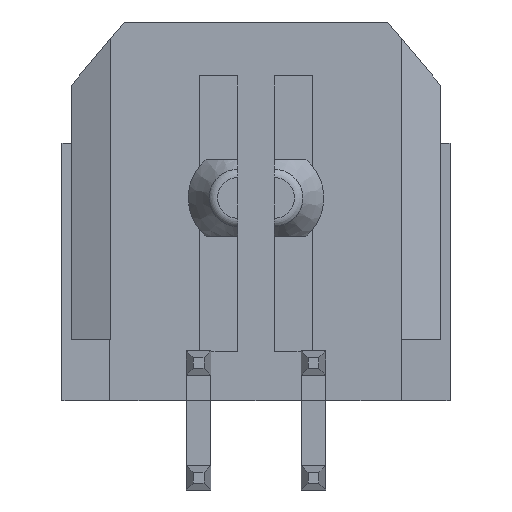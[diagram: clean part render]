
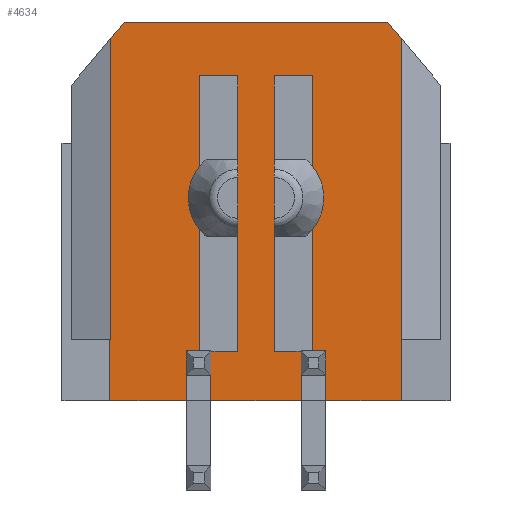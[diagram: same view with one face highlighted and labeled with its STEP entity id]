
A CAD part, front view. The second image highlights one B-rep face of the part: STEP entity #4634.
In plain terms, the highlighted planar face has unit normal (0, -1, 0).
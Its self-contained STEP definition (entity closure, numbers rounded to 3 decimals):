
#123=FACE_OUTER_BOUND('',#378,.T.);
#378=EDGE_LOOP('',(#3334,#3335,#3336,#3337,#3338,#3339,#3340,#3341,#3342,
#3343,#3344,#3345,#3346,#3347,#3348,#3349,#3350,#3351,#3352,#3353,#3354,
#3355,#3356,#3357,#3358));
#596=LINE('',#6356,#1245);
#630=LINE('',#6426,#1279);
#689=LINE('',#6551,#1338);
#693=LINE('',#6558,#1342);
#829=LINE('',#6824,#1478);
#835=LINE('',#6835,#1484);
#836=LINE('',#6836,#1485);
#837=LINE('',#6838,#1486);
#838=LINE('',#6840,#1487);
#839=LINE('',#6842,#1488);
#840=LINE('',#6844,#1489);
#841=LINE('',#6846,#1490);
#842=LINE('',#6847,#1491);
#843=LINE('',#6849,#1492);
#844=LINE('',#6850,#1493);
#845=LINE('',#6852,#1494);
#846=LINE('',#6854,#1495);
#847=LINE('',#6856,#1496);
#848=LINE('',#6858,#1497);
#849=LINE('',#6859,#1498);
#850=LINE('',#6861,#1499);
#851=LINE('',#6863,#1500);
#852=LINE('',#6864,#1501);
#853=LINE('',#6866,#1502);
#854=LINE('',#6867,#1503);
#1245=VECTOR('',#5146,0.345);
#1279=VECTOR('',#5192,0.345);
#1338=VECTOR('',#5275,0.02);
#1342=VECTOR('',#5281,1.6);
#1478=VECTOR('',#5487,0.63);
#1484=VECTOR('',#5495,7.2);
#1485=VECTOR('',#5496,0.705);
#1486=VECTOR('',#5497,2.36);
#1487=VECTOR('',#5498,0.63);
#1488=VECTOR('',#5499,0.705);
#1489=VECTOR('',#5500,7.2);
#1490=VECTOR('',#5501,1.);
#1491=VECTOR('',#5502,7.19);
#1492=VECTOR('',#5503,0.64);
#1493=VECTOR('',#5504,1.985);
#1494=VECTOR('',#5505,7.876);
#1495=VECTOR('',#5506,0.567);
#1496=VECTOR('',#5507,6.881);
#1497=VECTOR('',#5508,0.567);
#1498=VECTOR('',#5509,7.876);
#1499=VECTOR('',#5510,1.6);
#1500=VECTOR('',#5511,2.005);
#1501=VECTOR('',#5512,0.64);
#1502=VECTOR('',#5513,7.19);
#1503=VECTOR('',#5514,1.);
#1894=VERTEX_POINT('',#6354);
#1895=VERTEX_POINT('',#6355);
#1924=VERTEX_POINT('',#6423);
#1925=VERTEX_POINT('',#6425);
#1975=VERTEX_POINT('',#6541);
#1978=VERTEX_POINT('',#6549);
#1979=VERTEX_POINT('',#6550);
#1981=VERTEX_POINT('',#6557);
#2075=VERTEX_POINT('',#6821);
#2076=VERTEX_POINT('',#6823);
#2079=VERTEX_POINT('',#6833);
#2080=VERTEX_POINT('',#6834);
#2081=VERTEX_POINT('',#6837);
#2082=VERTEX_POINT('',#6839);
#2083=VERTEX_POINT('',#6841);
#2084=VERTEX_POINT('',#6843);
#2085=VERTEX_POINT('',#6845);
#2086=VERTEX_POINT('',#6848);
#2087=VERTEX_POINT('',#6851);
#2088=VERTEX_POINT('',#6853);
#2089=VERTEX_POINT('',#6855);
#2090=VERTEX_POINT('',#6857);
#2091=VERTEX_POINT('',#6860);
#2092=VERTEX_POINT('',#6862);
#2093=VERTEX_POINT('',#6865);
#2323=EDGE_CURVE('',#1894,#1895,#596,.T.);
#2357=EDGE_CURVE('',#1925,#1924,#630,.T.);
#2416=EDGE_CURVE('',#1978,#1979,#689,.T.);
#2420=EDGE_CURVE('',#1975,#1981,#693,.T.);
#2556=EDGE_CURVE('',#2075,#2076,#829,.T.);
#2562=EDGE_CURVE('',#2079,#2080,#835,.T.);
#2563=EDGE_CURVE('',#2080,#2076,#836,.T.);
#2564=EDGE_CURVE('',#2081,#2075,#837,.T.);
#2565=EDGE_CURVE('',#2081,#2082,#838,.T.);
#2566=EDGE_CURVE('',#2083,#2082,#839,.T.);
#2567=EDGE_CURVE('',#2083,#2084,#840,.T.);
#2568=EDGE_CURVE('',#2085,#2084,#841,.T.);
#2569=EDGE_CURVE('',#1895,#2085,#842,.T.);
#2570=EDGE_CURVE('',#2086,#1894,#843,.T.);
#2571=EDGE_CURVE('',#1981,#2086,#844,.T.);
#2572=EDGE_CURVE('',#2087,#1975,#845,.T.);
#2573=EDGE_CURVE('',#2087,#2088,#846,.T.);
#2574=EDGE_CURVE('',#2089,#2088,#847,.T.);
#2575=EDGE_CURVE('',#2089,#2090,#848,.T.);
#2576=EDGE_CURVE('',#2090,#1978,#849,.T.);
#2577=EDGE_CURVE('',#1979,#2091,#850,.T.);
#2578=EDGE_CURVE('',#2092,#2091,#851,.T.);
#2579=EDGE_CURVE('',#2092,#1925,#852,.T.);
#2580=EDGE_CURVE('',#2093,#1924,#853,.T.);
#2581=EDGE_CURVE('',#2093,#2079,#854,.T.);
#3334=ORIENTED_EDGE('',*,*,#2562,.T.);
#3335=ORIENTED_EDGE('',*,*,#2563,.T.);
#3336=ORIENTED_EDGE('',*,*,#2556,.F.);
#3337=ORIENTED_EDGE('',*,*,#2564,.F.);
#3338=ORIENTED_EDGE('',*,*,#2565,.T.);
#3339=ORIENTED_EDGE('',*,*,#2566,.F.);
#3340=ORIENTED_EDGE('',*,*,#2567,.T.);
#3341=ORIENTED_EDGE('',*,*,#2568,.F.);
#3342=ORIENTED_EDGE('',*,*,#2569,.F.);
#3343=ORIENTED_EDGE('',*,*,#2323,.F.);
#3344=ORIENTED_EDGE('',*,*,#2570,.F.);
#3345=ORIENTED_EDGE('',*,*,#2571,.F.);
#3346=ORIENTED_EDGE('',*,*,#2420,.F.);
#3347=ORIENTED_EDGE('',*,*,#2572,.F.);
#3348=ORIENTED_EDGE('',*,*,#2573,.T.);
#3349=ORIENTED_EDGE('',*,*,#2574,.F.);
#3350=ORIENTED_EDGE('',*,*,#2575,.T.);
#3351=ORIENTED_EDGE('',*,*,#2576,.T.);
#3352=ORIENTED_EDGE('',*,*,#2416,.T.);
#3353=ORIENTED_EDGE('',*,*,#2577,.T.);
#3354=ORIENTED_EDGE('',*,*,#2578,.F.);
#3355=ORIENTED_EDGE('',*,*,#2579,.T.);
#3356=ORIENTED_EDGE('',*,*,#2357,.T.);
#3357=ORIENTED_EDGE('',*,*,#2580,.F.);
#3358=ORIENTED_EDGE('',*,*,#2581,.T.);
#4388=PLANE('',#4907);
#4634=ADVANCED_FACE('',(#123),#4388,.T.);
#4907=AXIS2_PLACEMENT_3D('',#6832,#5493,#5494);
#5146=DIRECTION('',(-1.,0.,0.));
#5192=DIRECTION('',(1.,0.,0.));
#5275=DIRECTION('',(-1.,0.,0.));
#5281=DIRECTION('',(0.,0.,-1.));
#5487=DIRECTION('',(0.,0.,1.));
#5493=DIRECTION('center_axis',(0.,-1.,0.));
#5494=DIRECTION('ref_axis',(0.,0.,-1.));
#5495=DIRECTION('',(0.,0.,-1.));
#5496=DIRECTION('',(-1.,0.,0.));
#5497=DIRECTION('',(-1.,0.,0.));
#5498=DIRECTION('',(0.,0.,1.));
#5499=DIRECTION('',(1.,0.,0.));
#5500=DIRECTION('',(0.,0.,1.));
#5501=DIRECTION('',(-1.,0.,0.));
#5502=DIRECTION('',(0.,0.,1.));
#5503=DIRECTION('',(0.,0.,1.));
#5504=DIRECTION('',(-1.,0.,0.));
#5505=DIRECTION('',(0.,0.,-1.));
#5506=DIRECTION('',(-0.643,0.,0.766));
#5507=DIRECTION('',(1.,0.,0.));
#5508=DIRECTION('',(-0.643,0.,-0.766));
#5509=DIRECTION('',(0.,0.,-1.));
#5510=DIRECTION('',(0.,0.,-1.));
#5511=DIRECTION('',(-1.,0.,0.));
#5512=DIRECTION('',(0.,0.,1.));
#5513=DIRECTION('',(0.,0.,-1.));
#5514=DIRECTION('',(1.,0.,0.));
#6354=CARTESIAN_POINT('',(1.82,-3.43,-3.645));
#6355=CARTESIAN_POINT('',(1.475,-3.43,-3.645));
#6356=CARTESIAN_POINT('',(1.82,-3.43,-3.645));
#6423=CARTESIAN_POINT('',(-1.475,-3.43,-3.645));
#6425=CARTESIAN_POINT('',(-1.82,-3.43,-3.645));
#6426=CARTESIAN_POINT('',(-1.82,-3.43,-3.645));
#6541=CARTESIAN_POINT('',(3.805,-3.43,-3.355));
#6549=CARTESIAN_POINT('',(-3.805,-3.43,-3.355));
#6550=CARTESIAN_POINT('',(-3.825,-3.43,-3.355));
#6551=CARTESIAN_POINT('',(-3.805,-3.43,-3.355));
#6557=CARTESIAN_POINT('',(3.805,-3.43,-4.955));
#6558=CARTESIAN_POINT('',(3.805,-3.43,-3.355));
#6821=CARTESIAN_POINT('',(-1.18,-3.43,-4.955));
#6823=CARTESIAN_POINT('',(-1.18,-3.43,-3.655));
#6824=CARTESIAN_POINT('',(-1.18,-3.43,-4.285));
#6832=CARTESIAN_POINT('Origin',(-4.825,-3.43,4.955));
#6833=CARTESIAN_POINT('',(-0.475,-3.43,3.545));
#6834=CARTESIAN_POINT('',(-0.475,-3.43,-3.655));
#6835=CARTESIAN_POINT('',(-0.475,-3.43,3.545));
#6836=CARTESIAN_POINT('',(-0.475,-3.43,-3.655));
#6837=CARTESIAN_POINT('',(1.18,-3.43,-4.955));
#6838=CARTESIAN_POINT('',(1.18,-3.43,-4.955));
#6839=CARTESIAN_POINT('',(1.18,-3.43,-3.655));
#6840=CARTESIAN_POINT('',(1.18,-3.43,-4.285));
#6841=CARTESIAN_POINT('',(0.475,-3.43,-3.655));
#6842=CARTESIAN_POINT('',(0.475,-3.43,-3.655));
#6843=CARTESIAN_POINT('',(0.475,-3.43,3.545));
#6844=CARTESIAN_POINT('',(0.475,-3.43,-3.655));
#6845=CARTESIAN_POINT('',(1.475,-3.43,3.545));
#6846=CARTESIAN_POINT('',(1.475,-3.43,3.545));
#6847=CARTESIAN_POINT('',(1.475,-3.43,-3.645));
#6848=CARTESIAN_POINT('',(1.82,-3.43,-4.955));
#6849=CARTESIAN_POINT('',(1.82,-3.43,-4.285));
#6850=CARTESIAN_POINT('',(3.805,-3.43,-4.955));
#6851=CARTESIAN_POINT('',(3.805,-3.43,4.521));
#6852=CARTESIAN_POINT('',(3.805,-3.43,4.521));
#6853=CARTESIAN_POINT('',(3.44,-3.43,4.955));
#6854=CARTESIAN_POINT('',(3.805,-3.43,4.521));
#6855=CARTESIAN_POINT('',(-3.44,-3.43,4.955));
#6856=CARTESIAN_POINT('',(-3.44,-3.43,4.955));
#6857=CARTESIAN_POINT('',(-3.805,-3.43,4.521));
#6858=CARTESIAN_POINT('',(-3.44,-3.43,4.955));
#6859=CARTESIAN_POINT('',(-3.805,-3.43,4.521));
#6860=CARTESIAN_POINT('',(-3.825,-3.43,-4.955));
#6861=CARTESIAN_POINT('',(-3.825,-3.43,-3.355));
#6862=CARTESIAN_POINT('',(-1.82,-3.43,-4.955));
#6863=CARTESIAN_POINT('',(-1.82,-3.43,-4.955));
#6864=CARTESIAN_POINT('',(-1.82,-3.43,-4.285));
#6865=CARTESIAN_POINT('',(-1.475,-3.43,3.545));
#6866=CARTESIAN_POINT('',(-1.475,-3.43,3.545));
#6867=CARTESIAN_POINT('',(-1.475,-3.43,3.545));
